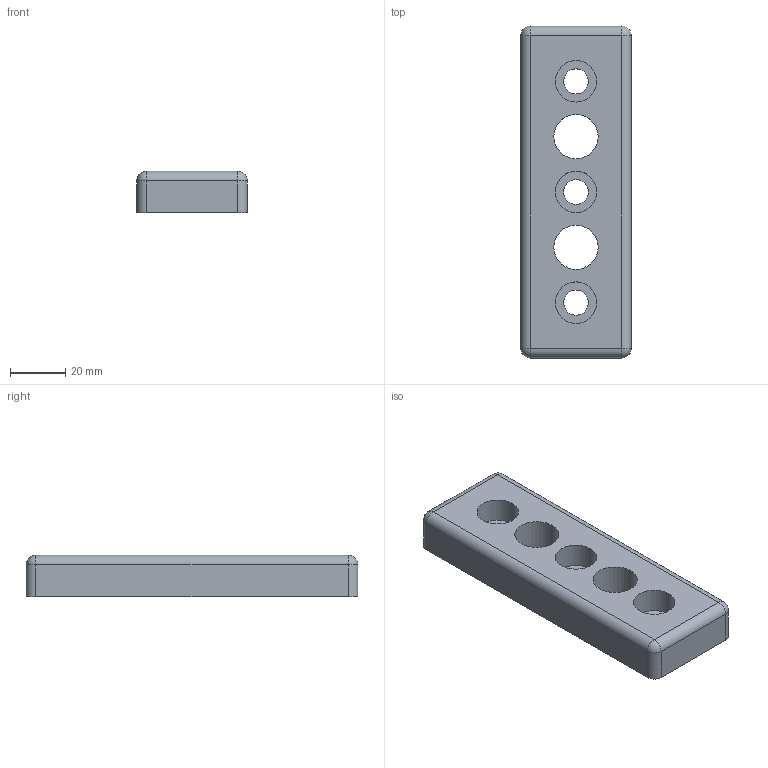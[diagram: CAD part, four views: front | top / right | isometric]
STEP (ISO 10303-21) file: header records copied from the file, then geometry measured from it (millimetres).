
FILE_DESCRIPTION((''),'2;1');
FILE_NAME('SZ0236V.stp','2009-07-27T13:36:55',(''),(''),'Mechanical Desktop 2007','Mechanical Desktop 2007',', , ');
FILE_SCHEMA(('CONFIG_CONTROL_DESIGN'));
Length unit declared in the file: millimetre
Products named in the file (1): SZ0236V
Bounding box: 40 x 120 x 15 mm (x, y, z)
Volume: 59081.5 mm3; surface area: 15915 mm2
Topology: 1 solids, 1 shells, 37 faces, 88 edges, 52 vertices
Faces by surface type: cylinder 24, plane 9, sphere 4
Entity records: 1165 total; most frequent: DIRECTION 208, CARTESIAN_POINT 174, ORIENTED_EDGE 168, AXIS2_PLACEMENT_3D 86, EDGE_CURVE 84, VERTEX_POINT 52, EDGE_LOOP 50, CIRCLE 48
